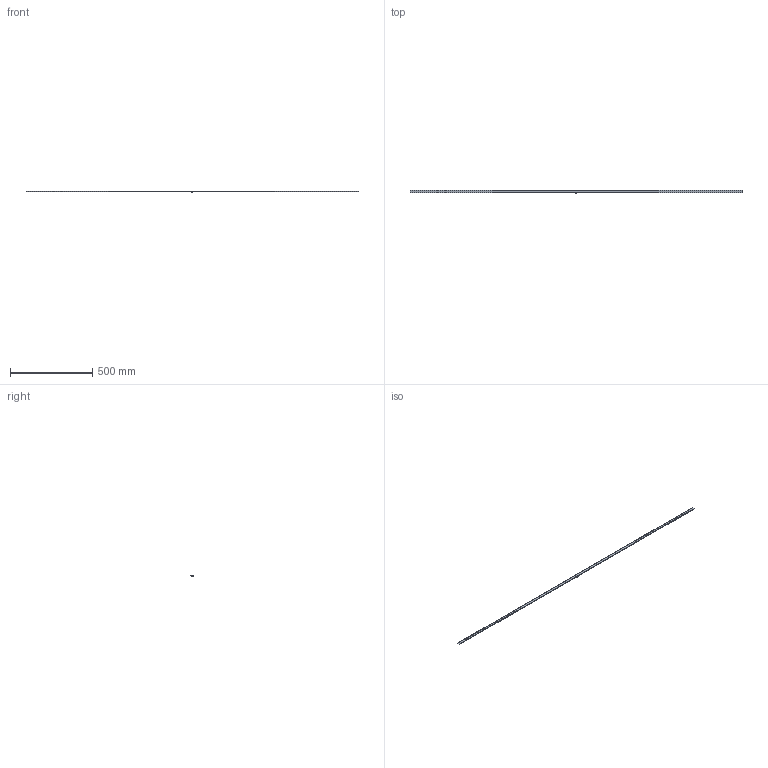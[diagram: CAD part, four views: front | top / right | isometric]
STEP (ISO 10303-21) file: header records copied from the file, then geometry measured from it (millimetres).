
FILE_DESCRIPTION((''),'2;1');
FILE_NAME('1197339-01-Z01','2021-05-10T10:13:06',('AT10150'),(''),'CREO PARAMETRIC BY PTC INC, 2019164','CREO PARAMETRIC BY PTC INC, 2019164','');
FILE_SCHEMA(('AUTOMOTIVE_DESIGN { 1 0 10303 214 1 1 1 1 }'));
Length unit declared in the file: millimetre
Products named in the file (1): 1197339-01-Z01
Bounding box: 2020 x 22.5 x 6.9 mm (x, y, z)
Volume: 69540.4 mm3; surface area: 80671.4 mm2
Topology: 1 solids, 1 shells, 178 faces, 1337 edges, 1166 vertices
Faces by surface type: plane 114, cylinder 60, cone 4
Entity records: 15101 total; most frequent: CARTESIAN_POINT 1858, DIRECTION 1823, PRESENTATION_STYLE_ASSIGNMENT 1338, STYLED_ITEM 1338, CURVE_STYLE 1337, VECTOR 1209, LINE 1209, ORIENTED_EDGE 1028
